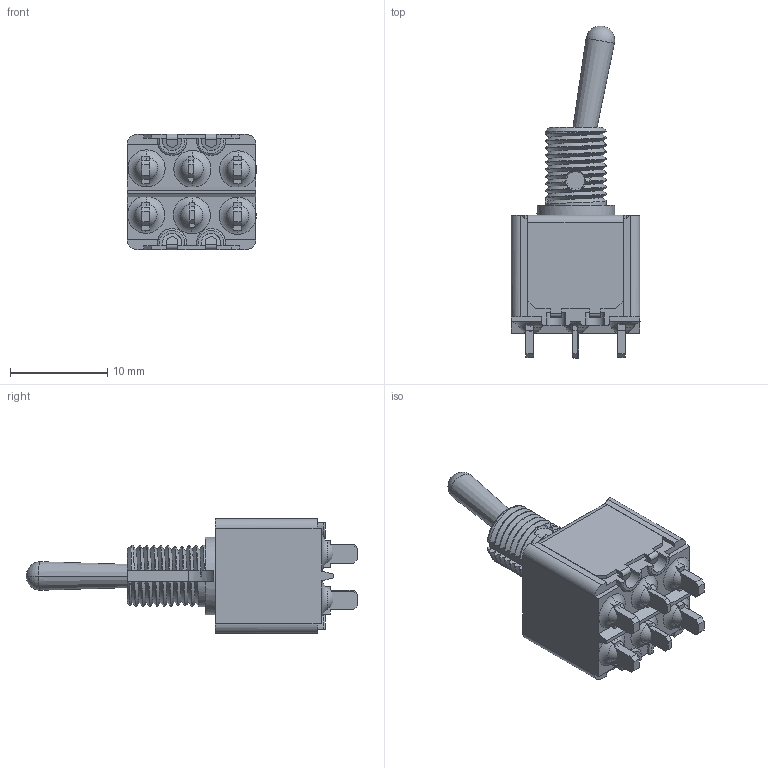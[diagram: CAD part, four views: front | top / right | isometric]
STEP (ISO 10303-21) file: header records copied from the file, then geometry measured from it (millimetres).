
FILE_DESCRIPTION((''),'2;1');
FILE_NAME('5642A','2014-12-15T',('brevel'),(''),'PRO/ENGINEER BY PARAMETRIC TECHNOLOGY CORPORATION, 2013410','PRO/ENGINEER BY PARAMETRIC TECHNOLOGY CORPORATION, 2013410','');
FILE_SCHEMA(('CONFIG_CONTROL_DESIGN'));
Length unit declared in the file: millimetre
Products named in the file (1): 5642A
Bounding box: 13.29 x 34.06 x 11.85 mm (x, y, z)
Surface area: 2013.6 mm2 (no closed solid volume)
Topology: 0 solids, 18 shells, 311 faces, 924 edges, 617 vertices
Faces by surface type: plane 180, cylinder 60, bspline 34, torus 16, sphere 14, cone 7
Entity records: 13382 total; most frequent: CARTESIAN_POINT 5521, ORIENTED_EDGE 1685, DIRECTION 1442, EDGE_CURVE 910, VERTEX_POINT 617, VECTOR 540, LINE 540, AXIS2_PLACEMENT_3D 451
